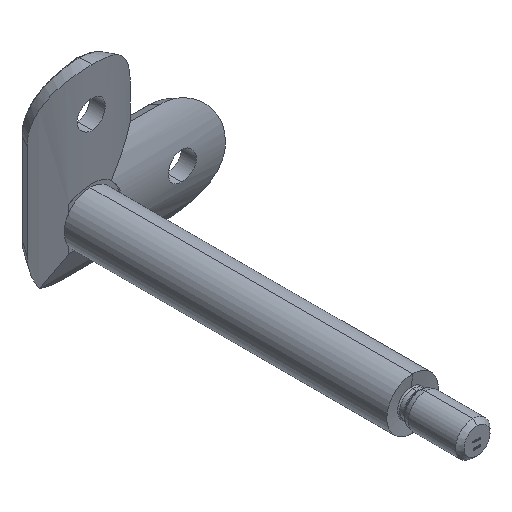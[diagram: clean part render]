
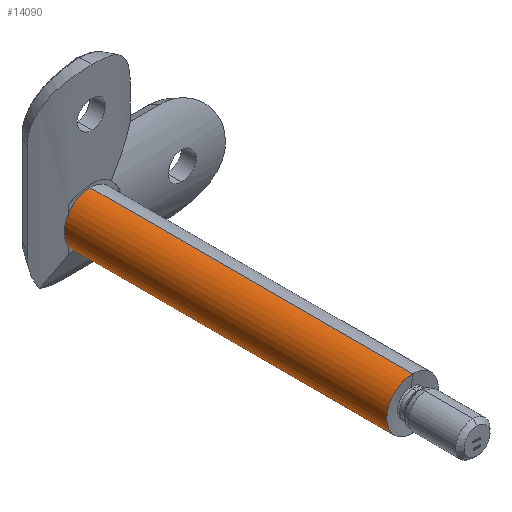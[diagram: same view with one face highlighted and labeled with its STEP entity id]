
A CAD part, isometric view. The second image highlights one B-rep face of the part: STEP entity #14090.
In plain terms, the highlighted cylindrical face has radius 6 mm (diameter 12 mm), a partial arc.
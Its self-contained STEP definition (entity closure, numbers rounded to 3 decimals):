
#310 = CARTESIAN_POINT ( 'NONE',  ( 0., 0., 6. ) ) ;
#884 = EDGE_CURVE ( 'NONE', #7005, #4632, #12444, .T. ) ;
#1067 = CARTESIAN_POINT ( 'NONE',  ( 0., 0., 0. ) ) ;
#1116 = DIRECTION ( 'NONE',  ( 0., 0., -1. ) ) ;
#1998 = CARTESIAN_POINT ( 'NONE',  ( 0., 75., 0. ) ) ;
#2340 = EDGE_CURVE ( 'NONE', #9985, #6871, #2888, .T. ) ;
#2413 = CYLINDRICAL_SURFACE ( 'NONE', #10476, 6. ) ;
#2708 = ORIENTED_EDGE ( 'NONE', *, *, #5406, .F. ) ;
#2888 = LINE ( 'NONE', #4239, #5926 ) ;
#2898 = CARTESIAN_POINT ( 'NONE',  ( 0., 0., 0. ) ) ;
#4239 = CARTESIAN_POINT ( 'NONE',  ( 0., 0., -6. ) ) ;
#4410 = DIRECTION ( 'NONE',  ( 0., 0., -1. ) ) ;
#4632 = VERTEX_POINT ( 'NONE', #11404 ) ;
#5390 = CIRCLE ( 'NONE', #9206, 6. ) ;
#5406 = EDGE_CURVE ( 'NONE', #4632, #6871, #6622, .T. ) ;
#5926 = VECTOR ( 'NONE', #12511, 1000. ) ;
#6111 = CARTESIAN_POINT ( 'NONE',  ( 0., 75., -6. ) ) ;
#6622 = CIRCLE ( 'NONE', #9779, 6. ) ;
#6871 = VERTEX_POINT ( 'NONE', #13428 ) ;
#7005 = VERTEX_POINT ( 'NONE', #8337 ) ;
#7889 = DIRECTION ( 'NONE',  ( 0., -1., 0. ) ) ;
#8195 = EDGE_LOOP ( 'NONE', ( #11038, #13548, #8304, #2708 ) ) ;
#8304 = ORIENTED_EDGE ( 'NONE', *, *, #2340, .T. ) ;
#8337 = CARTESIAN_POINT ( 'NONE',  ( 0., 75., 6. ) ) ;
#9206 = AXIS2_PLACEMENT_3D ( 'NONE', #1998, #7889, #4410 ) ;
#9740 = FACE_OUTER_BOUND ( 'NONE', #8195, .T. ) ;
#9779 = AXIS2_PLACEMENT_3D ( 'NONE', #1067, #15373, #1116 ) ;
#9985 = VERTEX_POINT ( 'NONE', #6111 ) ;
#10476 = AXIS2_PLACEMENT_3D ( 'NONE', #2898, #14759, #12341 ) ;
#11038 = ORIENTED_EDGE ( 'NONE', *, *, #884, .F. ) ;
#11404 = CARTESIAN_POINT ( 'NONE',  ( 0., 0., 6. ) ) ;
#11924 = EDGE_CURVE ( 'NONE', #7005, #9985, #5390, .T. ) ;
#12341 = DIRECTION ( 'NONE',  ( 0., 0., -1. ) ) ;
#12444 = LINE ( 'NONE', #310, #15470 ) ;
#12511 = DIRECTION ( 'NONE',  ( 0., -1., 0. ) ) ;
#13428 = CARTESIAN_POINT ( 'NONE',  ( 0., 0., -6. ) ) ;
#13454 = DIRECTION ( 'NONE',  ( 0., -1., 0. ) ) ;
#13548 = ORIENTED_EDGE ( 'NONE', *, *, #11924, .T. ) ;
#14090 = ADVANCED_FACE ( 'NONE', ( #9740 ), #2413, .T. ) ;
#14759 = DIRECTION ( 'NONE',  ( 0., -1., 0. ) ) ;
#15373 = DIRECTION ( 'NONE',  ( 0., -1., 0. ) ) ;
#15470 = VECTOR ( 'NONE', #13454, 1000. ) ;
